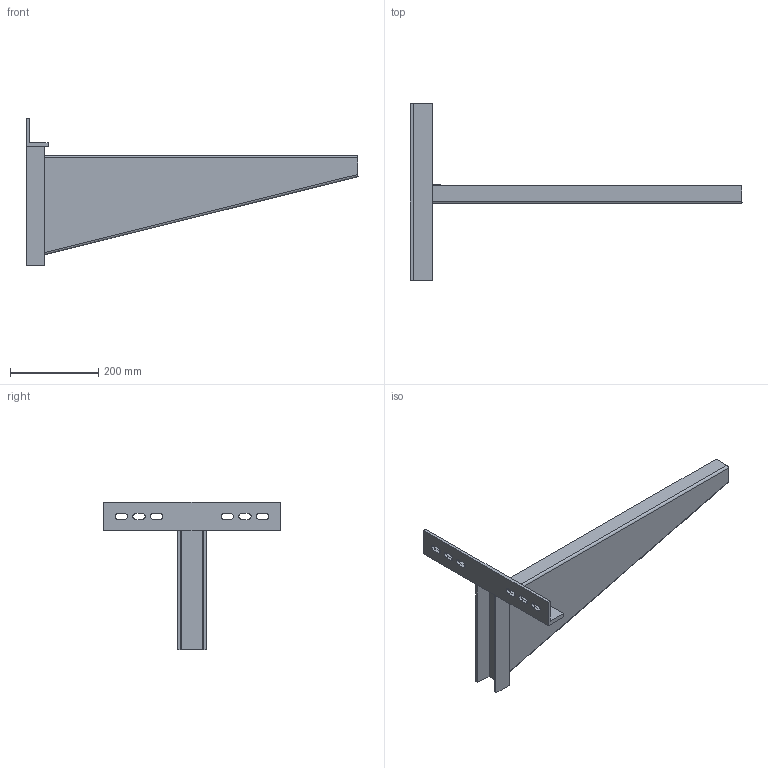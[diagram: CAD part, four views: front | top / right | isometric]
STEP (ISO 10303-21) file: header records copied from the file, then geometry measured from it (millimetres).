
FILE_DESCRIPTION(/* description */ (''),/* implementation_level */ '2;1');
FILE_NAME(/* name */ '6417926',/* time_stamp */ '2014-03-23T15:27:11+01:00',/* author */ (''),/* organization */ (''),/* preprocessor_version */ 'ST-DEVELOPER v15',/* originating_system */ '',/* authorisation */ '');
FILE_SCHEMA (('AUTOMOTIVE_DESIGN'));
Length unit declared in the file: millimetre
Products named in the file (2): Document; Block 01
Assembly tree (1 placements, depth 2):
  Document
    Block 01
Bounding box: 752.46 x 400 x 335 mm (x, y, z)
Volume: 1096826.8 mm3; surface area: 458165.8 mm2
Topology: 3 solids, 3 shells, 70 faces, 188 edges, 124 vertices
Faces by surface type: plane 41, bspline 29
Entity records: 2553 total; most frequent: CARTESIAN_POINT 1327, ORIENTED_EDGE 376, EDGE_CURVE 188, B_SPLINE_CURVE_WITH_KNOTS 125, VERTEX_POINT 124, EDGE_LOOP 82, ADVANCED_FACE 70, FACE_OUTER_BOUND 70
